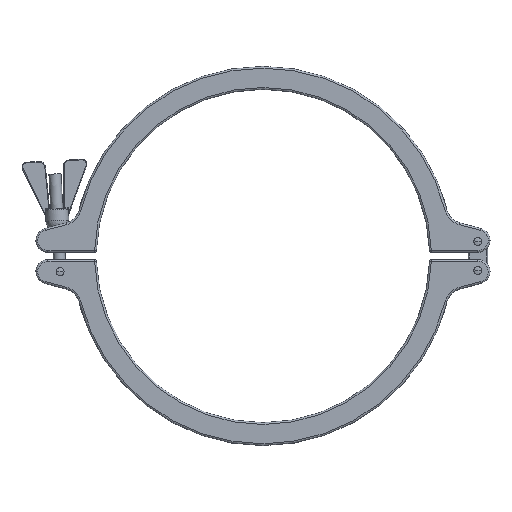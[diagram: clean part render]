
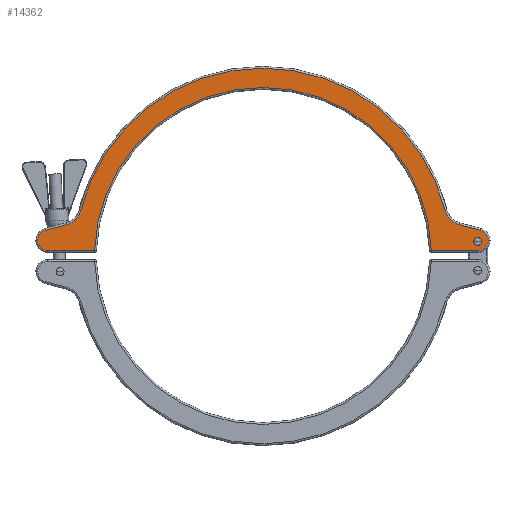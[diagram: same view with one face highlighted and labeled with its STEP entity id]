
A CAD part, top view. The second image highlights one B-rep face of the part: STEP entity #14362.
In plain terms, the highlighted planar face has unit normal (0, 0, 1).
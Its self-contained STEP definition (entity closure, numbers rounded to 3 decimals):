
#45 = VERTEX_POINT ( 'NONE', #9356 ) ;
#219 = AXIS2_PLACEMENT_3D ( 'NONE', #7260, #7339, #7510 ) ;
#541 = CARTESIAN_POINT ( 'NONE',  ( -139.427, 4.5, 12. ) ) ;
#604 = DIRECTION ( 'NONE',  ( 1., 0., 0. ) ) ;
#968 = ORIENTED_EDGE ( 'NONE', *, *, #12295, .T. ) ;
#1095 = VERTEX_POINT ( 'NONE', #7558 ) ;
#1254 = AXIS2_PLACEMENT_3D ( 'NONE', #14399, #11719, #15476 ) ;
#1488 = ORIENTED_EDGE ( 'NONE', *, *, #2705, .T. ) ;
#1501 = DIRECTION ( 'NONE',  ( 1., 0., 0. ) ) ;
#1540 = EDGE_CURVE ( 'NONE', #16440, #6920, #16214, .T. ) ;
#1569 = EDGE_CURVE ( 'NONE', #13515, #3949, #7121, .T. ) ;
#1770 = LINE ( 'NONE', #3969, #4371 ) ;
#2190 = EDGE_CURVE ( 'NONE', #1095, #14196, #8474, .T. ) ;
#2324 = DIRECTION ( 'NONE',  ( 0., 0., -1. ) ) ;
#2400 = CARTESIAN_POINT ( 'NONE',  ( 178., 13., 12. ) ) ;
#2496 = FACE_BOUND ( 'NONE', #11271, .T. ) ;
#2705 = EDGE_CURVE ( 'NONE', #9365, #6506, #1770, .T. ) ;
#2774 = DIRECTION ( 'NONE',  ( 1., 0., 0. ) ) ;
#2807 = EDGE_CURVE ( 'NONE', #45, #1095, #4281, .T. ) ;
#2907 = CARTESIAN_POINT ( 'NONE',  ( -180.2, 21.21, 12. ) ) ;
#3213 = EDGE_CURVE ( 'NONE', #15618, #45, #11872, .T. ) ;
#3471 = CARTESIAN_POINT ( 'NONE',  ( 174.7, 12., 12. ) ) ;
#3517 = CARTESIAN_POINT ( 'NONE',  ( 139.427, 4.5, 12. ) ) ;
#3802 = EDGE_CURVE ( 'NONE', #11753, #11624, #4939, .T. ) ;
#3949 = VERTEX_POINT ( 'NONE', #15292 ) ;
#3969 = CARTESIAN_POINT ( 'NONE',  ( -137.967, 4.5, 12. ) ) ;
#4050 = CARTESIAN_POINT ( 'NONE',  ( 162.554, 25.939, 12. ) ) ;
#4073 = CARTESIAN_POINT ( 'NONE',  ( -166.824, 41.876, 12. ) ) ;
#4081 = DIRECTION ( 'NONE',  ( 1., 0., 0. ) ) ;
#4225 = ORIENTED_EDGE ( 'NONE', *, *, #3802, .F. ) ;
#4281 = LINE ( 'NONE', #4050, #6515 ) ;
#4371 = VECTOR ( 'NONE', #2774, 1000. ) ;
#4533 = EDGE_CURVE ( 'NONE', #11929, #9365, #12454, .T. ) ;
#4620 = ORIENTED_EDGE ( 'NONE', *, *, #7518, .T. ) ;
#4628 = EDGE_LOOP ( 'NONE', ( #1488, #6738, #14564, #5830, #8976, #12990, #9978, #4620, #7718, #968, #14530 ) ) ;
#4642 = AXIS2_PLACEMENT_3D ( 'NONE', #15650, #14493, #7878 ) ;
#4738 = DIRECTION ( 'NONE',  ( 1., 0., 0. ) ) ;
#4790 = CARTESIAN_POINT ( 'NONE',  ( 0., 0., 12. ) ) ;
#4939 = CIRCLE ( 'NONE', #7627, 3.3 ) ;
#5006 = DIRECTION ( 'NONE',  ( 0., 0., 1. ) ) ;
#5226 = AXIS2_PLACEMENT_3D ( 'NONE', #13509, #16315, #604 ) ;
#5630 = DIRECTION ( 'NONE',  ( -0.966, 0.259, 0. ) ) ;
#5830 = ORIENTED_EDGE ( 'NONE', *, *, #7422, .T. ) ;
#6135 = DIRECTION ( 'NONE',  ( 0., 0., 1. ) ) ;
#6249 = CIRCLE ( 'NONE', #11868, 139.5 ) ;
#6272 = FACE_OUTER_BOUND ( 'NONE', #4628, .T. ) ;
#6506 = VERTEX_POINT ( 'NONE', #541 ) ;
#6515 = VECTOR ( 'NONE', #5630, 1000. ) ;
#6596 = CARTESIAN_POINT ( 'NONE',  ( 178., 12., 12. ) ) ;
#6738 = ORIENTED_EDGE ( 'NONE', *, *, #7035, .T. ) ;
#6920 = VERTEX_POINT ( 'NONE', #14419 ) ;
#7035 = EDGE_CURVE ( 'NONE', #6506, #16440, #6249, .T. ) ;
#7121 = CIRCLE ( 'NONE', #14620, 16.5 ) ;
#7260 = CARTESIAN_POINT ( 'NONE',  ( 178., 12., 12. ) ) ;
#7339 = DIRECTION ( 'NONE',  ( 0., 0., 1. ) ) ;
#7422 = EDGE_CURVE ( 'NONE', #6920, #15618, #11313, .T. ) ;
#7438 = CIRCLE ( 'NONE', #219, 3.3 ) ;
#7510 = DIRECTION ( 'NONE',  ( 1., 0., 0. ) ) ;
#7518 = EDGE_CURVE ( 'NONE', #14196, #13515, #9986, .T. ) ;
#7558 = CARTESIAN_POINT ( 'NONE',  ( 162.554, 25.939, 12. ) ) ;
#7566 = CARTESIAN_POINT ( 'NONE',  ( 186.5, 13., 12. ) ) ;
#7627 = AXIS2_PLACEMENT_3D ( 'NONE', #6596, #15542, #4081 ) ;
#7715 = DIRECTION ( 'NONE',  ( -0.966, -0.259, 0. ) ) ;
#7718 = ORIENTED_EDGE ( 'NONE', *, *, #1569, .T. ) ;
#7796 = LINE ( 'NONE', #2907, #9828 ) ;
#7878 = DIRECTION ( 'NONE',  ( 1., 0., 0. ) ) ;
#7916 = DIRECTION ( 'NONE',  ( 1., 0., 0. ) ) ;
#8013 = DIRECTION ( 'NONE',  ( 1., 0., 0. ) ) ;
#8054 = ORIENTED_EDGE ( 'NONE', *, *, #12959, .F. ) ;
#8474 = CIRCLE ( 'NONE', #1254, 16.5 ) ;
#8619 = CARTESIAN_POINT ( 'NONE',  ( -178., 4.5, 12. ) ) ;
#8976 = ORIENTED_EDGE ( 'NONE', *, *, #3213, .T. ) ;
#9356 = CARTESIAN_POINT ( 'NONE',  ( 180.2, 21.21, 12. ) ) ;
#9365 = VERTEX_POINT ( 'NONE', #8619 ) ;
#9828 = VECTOR ( 'NONE', #7715, 1000. ) ;
#9978 = ORIENTED_EDGE ( 'NONE', *, *, #2190, .T. ) ;
#9986 = CIRCLE ( 'NONE', #10786, 155.5 ) ;
#10300 = DIRECTION ( 'NONE',  ( 1., 0., 0. ) ) ;
#10786 = AXIS2_PLACEMENT_3D ( 'NONE', #4790, #6135, #14929 ) ;
#11271 = EDGE_LOOP ( 'NONE', ( #4225, #8054 ) ) ;
#11313 = CIRCLE ( 'NONE', #13461, 8.5 ) ;
#11377 = CARTESIAN_POINT ( 'NONE',  ( 181.3, 12., 12. ) ) ;
#11624 = VERTEX_POINT ( 'NONE', #11377 ) ;
#11664 = VECTOR ( 'NONE', #4738, 1000. ) ;
#11719 = DIRECTION ( 'NONE',  ( 0., 0., -1. ) ) ;
#11753 = VERTEX_POINT ( 'NONE', #3471 ) ;
#11868 = AXIS2_PLACEMENT_3D ( 'NONE', #13747, #2324, #10300 ) ;
#11872 = CIRCLE ( 'NONE', #4642, 8.5 ) ;
#11895 = CARTESIAN_POINT ( 'NONE',  ( 150.821, 37.859, 12. ) ) ;
#11929 = VERTEX_POINT ( 'NONE', #15525 ) ;
#12295 = EDGE_CURVE ( 'NONE', #3949, #11929, #7796, .T. ) ;
#12454 = CIRCLE ( 'NONE', #5226, 8.5 ) ;
#12639 = PLANE ( 'NONE',  #16288 ) ;
#12877 = DIRECTION ( 'NONE',  ( 0., 0., -1. ) ) ;
#12959 = EDGE_CURVE ( 'NONE', #11624, #11753, #7438, .T. ) ;
#12973 = DIRECTION ( 'NONE',  ( 0., 0., 1. ) ) ;
#12990 = ORIENTED_EDGE ( 'NONE', *, *, #2807, .T. ) ;
#13384 = CARTESIAN_POINT ( 'NONE',  ( -150.821, 37.859, 12. ) ) ;
#13461 = AXIS2_PLACEMENT_3D ( 'NONE', #2400, #5006, #7916 ) ;
#13509 = CARTESIAN_POINT ( 'NONE',  ( -178., 13., 12. ) ) ;
#13515 = VERTEX_POINT ( 'NONE', #13384 ) ;
#13747 = CARTESIAN_POINT ( 'NONE',  ( 0., 0., 12. ) ) ;
#14196 = VERTEX_POINT ( 'NONE', #11895 ) ;
#14236 = CARTESIAN_POINT ( 'NONE',  ( 0., 0., 12. ) ) ;
#14362 = ADVANCED_FACE ( 'NONE', ( #6272, #2496 ), #12639, .T. ) ;
#14399 = CARTESIAN_POINT ( 'NONE',  ( 166.824, 41.876, 12. ) ) ;
#14419 = CARTESIAN_POINT ( 'NONE',  ( 178., 4.5, 12. ) ) ;
#14493 = DIRECTION ( 'NONE',  ( 0., 0., 1. ) ) ;
#14530 = ORIENTED_EDGE ( 'NONE', *, *, #4533, .T. ) ;
#14564 = ORIENTED_EDGE ( 'NONE', *, *, #1540, .T. ) ;
#14620 = AXIS2_PLACEMENT_3D ( 'NONE', #4073, #12877, #8013 ) ;
#14929 = DIRECTION ( 'NONE',  ( 1., 0., 0. ) ) ;
#15292 = CARTESIAN_POINT ( 'NONE',  ( -162.554, 25.939, 12. ) ) ;
#15476 = DIRECTION ( 'NONE',  ( 1., 0., 0. ) ) ;
#15525 = CARTESIAN_POINT ( 'NONE',  ( -180.2, 21.21, 12. ) ) ;
#15542 = DIRECTION ( 'NONE',  ( 0., 0., 1. ) ) ;
#15618 = VERTEX_POINT ( 'NONE', #7566 ) ;
#15650 = CARTESIAN_POINT ( 'NONE',  ( 178., 13., 12. ) ) ;
#16214 = LINE ( 'NONE', #16301, #11664 ) ;
#16288 = AXIS2_PLACEMENT_3D ( 'NONE', #14236, #12973, #1501 ) ;
#16301 = CARTESIAN_POINT ( 'NONE',  ( 178., 4.5, 12. ) ) ;
#16315 = DIRECTION ( 'NONE',  ( 0., 0., 1. ) ) ;
#16440 = VERTEX_POINT ( 'NONE', #3517 ) ;
